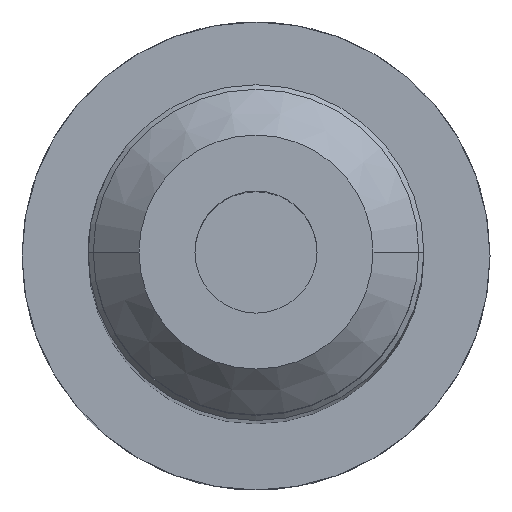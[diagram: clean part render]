
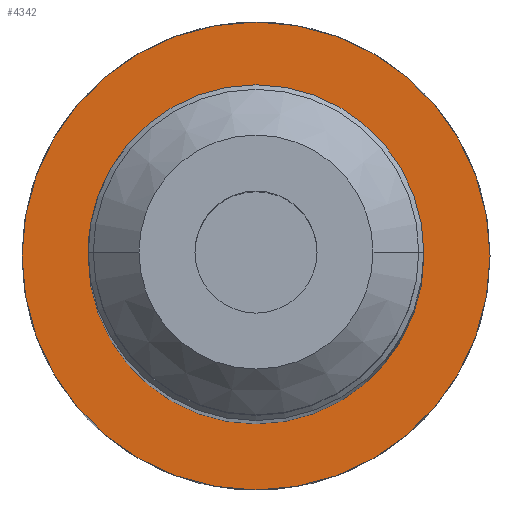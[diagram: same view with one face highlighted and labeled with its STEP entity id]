
A CAD part, top view. The second image highlights one B-rep face of the part: STEP entity #4342.
In plain terms, the highlighted planar face has unit normal (0, 0, 1).
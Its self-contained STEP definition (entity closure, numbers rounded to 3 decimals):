
#288 = AXIS2_PLACEMENT_3D ( 'NONE', #4993, #2943, #864 ) ;
#520 = DIRECTION ( 'NONE',  ( -1., 0., 0. ) ) ;
#602 = EDGE_CURVE ( 'Defeature ausgef�hrt1_9+Defeature ausgef�hrt1_5+Defeature ausgef�hrt1_5+Defeature ausgef�hrt1_5', #2519, #981, #3756, .T. ) ;
#678 = ORIENTED_EDGE ( 'NONE', *, *, #1443, .F. ) ;
#864 = DIRECTION ( 'NONE',  ( -1., 0., 0. ) ) ;
#874 = DIRECTION ( 'NONE',  ( -1., 0., 0. ) ) ;
#902 = CARTESIAN_POINT ( 'NONE',  ( 0., 0., 2. ) ) ;
#962 = DIRECTION ( 'NONE',  ( 0., 0., -1. ) ) ;
#981 = VERTEX_POINT ( 'NONE', #1180 ) ;
#985 = DIRECTION ( 'NONE',  ( 0., 0., -1. ) ) ;
#1107 = EDGE_CURVE ( 'Defeature ausgef�hrt1_9+Defeature ausgef�hrt1_5+Defeature ausgef�hrt1_5+Defeature ausgef�hrt1_5', #981, #2519, #3086, .T. ) ;
#1141 = EDGE_LOOP ( 'NONE', ( #1858, #678 ) ) ;
#1180 = CARTESIAN_POINT ( 'NONE',  ( -0.825, 0., 2. ) ) ;
#1301 = CARTESIAN_POINT ( 'NONE',  ( 0., 0., 2. ) ) ;
#1389 = AXIS2_PLACEMENT_3D ( 'NONE', #2485, #4146, #3342 ) ;
#1443 = EDGE_CURVE ( 'Defeature ausgef�hrt1_3+Defeature ausgef�hrt1_9+Defeature ausgef�hrt1_9+Defeature ausgef�hrt1_9', #4694, #4786, #4196, .T. ) ;
#1452 = PLANE ( 'NONE',  #2478 ) ;
#1670 = CARTESIAN_POINT ( 'NONE',  ( 1.15, 0., 2. ) ) ;
#1759 = DIRECTION ( 'NONE',  ( 0., 0., -1. ) ) ;
#1858 = ORIENTED_EDGE ( 'NONE', *, *, #4497, .F. ) ;
#2223 = ORIENTED_EDGE ( 'NONE', *, *, #602, .T. ) ;
#2478 = AXIS2_PLACEMENT_3D ( 'NONE', #5169, #1759, #520 ) ;
#2485 = CARTESIAN_POINT ( 'NONE',  ( 0., 0., 2. ) ) ;
#2519 = VERTEX_POINT ( 'NONE', #5161 ) ;
#2943 = DIRECTION ( 'NONE',  ( 0., 0., -1. ) ) ;
#3086 = CIRCLE ( 'NONE', #5231, 0.825 ) ;
#3342 = DIRECTION ( 'NONE',  ( -1., 0., 0. ) ) ;
#3454 = FACE_BOUND ( 'NONE', #5210, .T. ) ;
#3756 = CIRCLE ( 'NONE', #1389, 0.825 ) ;
#4146 = DIRECTION ( 'NONE',  ( 0., 0., -1. ) ) ;
#4196 = CIRCLE ( 'NONE', #288, 1.15 ) ;
#4342 = ADVANCED_FACE ( 'Defeature ausgef�hrt1_9', ( #3454, #4768 ), #1452, .F. ) ;
#4497 = EDGE_CURVE ( 'Defeature ausgef�hrt1_3+Defeature ausgef�hrt1_9+Defeature ausgef�hrt1_9+Defeature ausgef�hrt1_9', #4786, #4694, #5162, .T. ) ;
#4694 = VERTEX_POINT ( 'NONE', #1670 ) ;
#4768 = FACE_OUTER_BOUND ( 'NONE', #1141, .T. ) ;
#4786 = VERTEX_POINT ( 'NONE', #5111 ) ;
#4959 = ORIENTED_EDGE ( 'NONE', *, *, #1107, .T. ) ;
#4988 = AXIS2_PLACEMENT_3D ( 'NONE', #1301, #962, #5114 ) ;
#4993 = CARTESIAN_POINT ( 'NONE',  ( 0., 0., 2. ) ) ;
#5111 = CARTESIAN_POINT ( 'NONE',  ( -1.15, 0., 2. ) ) ;
#5114 = DIRECTION ( 'NONE',  ( -1., 0., 0. ) ) ;
#5161 = CARTESIAN_POINT ( 'NONE',  ( 0.825, 0., 2. ) ) ;
#5162 = CIRCLE ( 'NONE', #4988, 1.15 ) ;
#5169 = CARTESIAN_POINT ( 'NONE',  ( 0., 0., 2. ) ) ;
#5210 = EDGE_LOOP ( 'NONE', ( #4959, #2223 ) ) ;
#5231 = AXIS2_PLACEMENT_3D ( 'NONE', #902, #985, #874 ) ;
